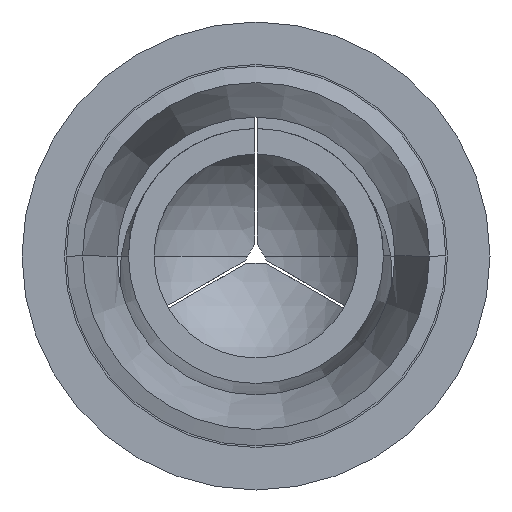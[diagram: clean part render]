
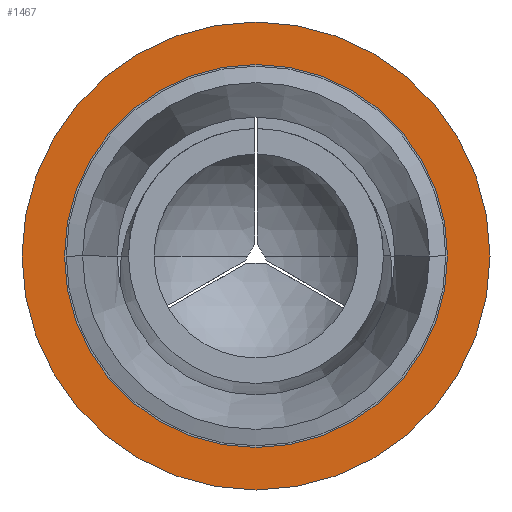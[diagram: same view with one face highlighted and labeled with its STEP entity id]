
A CAD part, front view. The second image highlights one B-rep face of the part: STEP entity #1467.
In plain terms, the highlighted planar face has unit normal (0, -1, 0).
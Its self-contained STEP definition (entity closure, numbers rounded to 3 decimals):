
#75 = CIRCLE ( 'NONE', #2697, 3.38 ) ;
#93 = VERTEX_POINT ( 'NONE', #776 ) ;
#319 = ORIENTED_EDGE ( 'NONE', *, *, #432, .T. ) ;
#432 = EDGE_CURVE ( 'NONE', #2750, #93, #1872, .T. ) ;
#454 = EDGE_LOOP ( 'NONE', ( #658, #319 ) ) ;
#533 = CARTESIAN_POINT ( 'NONE',  ( 0., -15.15, 0. ) ) ;
#554 = CIRCLE ( 'NONE', #1769, 4.13 ) ;
#646 = CARTESIAN_POINT ( 'NONE',  ( 0., -15.15, 0. ) ) ;
#658 = ORIENTED_EDGE ( 'NONE', *, *, #1330, .T. ) ;
#708 = CARTESIAN_POINT ( 'NONE',  ( 0., -15.15, -3.38 ) ) ;
#738 = DIRECTION ( 'NONE',  ( 0., 0., -1. ) ) ;
#776 = CARTESIAN_POINT ( 'NONE',  ( 0., -15.15, -4.13 ) ) ;
#800 = DIRECTION ( 'NONE',  ( 0., -1., 0. ) ) ;
#898 = FACE_OUTER_BOUND ( 'NONE', #454, .T. ) ;
#981 = DIRECTION ( 'NONE',  ( 0., 0., -1. ) ) ;
#1245 = AXIS2_PLACEMENT_3D ( 'NONE', #646, #1783, #2677 ) ;
#1253 = AXIS2_PLACEMENT_3D ( 'NONE', #2414, #1725, #1292 ) ;
#1292 = DIRECTION ( 'NONE',  ( 0., 0., 1. ) ) ;
#1330 = EDGE_CURVE ( 'NONE', #93, #2750, #554, .T. ) ;
#1339 = AXIS2_PLACEMENT_3D ( 'NONE', #2102, #1402, #738 ) ;
#1402 = DIRECTION ( 'NONE',  ( 0., -1., 0. ) ) ;
#1415 = CARTESIAN_POINT ( 'NONE',  ( 0., -15.15, 0. ) ) ;
#1467 = ADVANCED_FACE ( 'NONE', ( #1495, #898 ), #2832, .F. ) ;
#1495 = FACE_BOUND ( 'NONE', #2027, .T. ) ;
#1593 = CARTESIAN_POINT ( 'NONE',  ( 0., -15.15, 3.38 ) ) ;
#1628 = DIRECTION ( 'NONE',  ( 0., -1., 0. ) ) ;
#1725 = DIRECTION ( 'NONE',  ( 0., 1., 0. ) ) ;
#1742 = CARTESIAN_POINT ( 'NONE',  ( 0., -15.15, 4.13 ) ) ;
#1769 = AXIS2_PLACEMENT_3D ( 'NONE', #1415, #1628, #2743 ) ;
#1783 = DIRECTION ( 'NONE',  ( 0., -1., 0. ) ) ;
#1872 = CIRCLE ( 'NONE', #1245, 4.13 ) ;
#1932 = VERTEX_POINT ( 'NONE', #1593 ) ;
#2001 = CIRCLE ( 'NONE', #1339, 3.38 ) ;
#2027 = EDGE_LOOP ( 'NONE', ( #2770, #2842 ) ) ;
#2102 = CARTESIAN_POINT ( 'NONE',  ( 0., -15.15, 0. ) ) ;
#2359 = VERTEX_POINT ( 'NONE', #708 ) ;
#2394 = EDGE_CURVE ( 'NONE', #1932, #2359, #2001, .T. ) ;
#2414 = CARTESIAN_POINT ( 'NONE',  ( -4.13, -15.15, 0. ) ) ;
#2527 = EDGE_CURVE ( 'NONE', #2359, #1932, #75, .T. ) ;
#2677 = DIRECTION ( 'NONE',  ( 0., 0., -1. ) ) ;
#2697 = AXIS2_PLACEMENT_3D ( 'NONE', #533, #800, #981 ) ;
#2743 = DIRECTION ( 'NONE',  ( 0., 0., -1. ) ) ;
#2750 = VERTEX_POINT ( 'NONE', #1742 ) ;
#2770 = ORIENTED_EDGE ( 'NONE', *, *, #2527, .F. ) ;
#2832 = PLANE ( 'NONE',  #1253 ) ;
#2842 = ORIENTED_EDGE ( 'NONE', *, *, #2394, .F. ) ;
